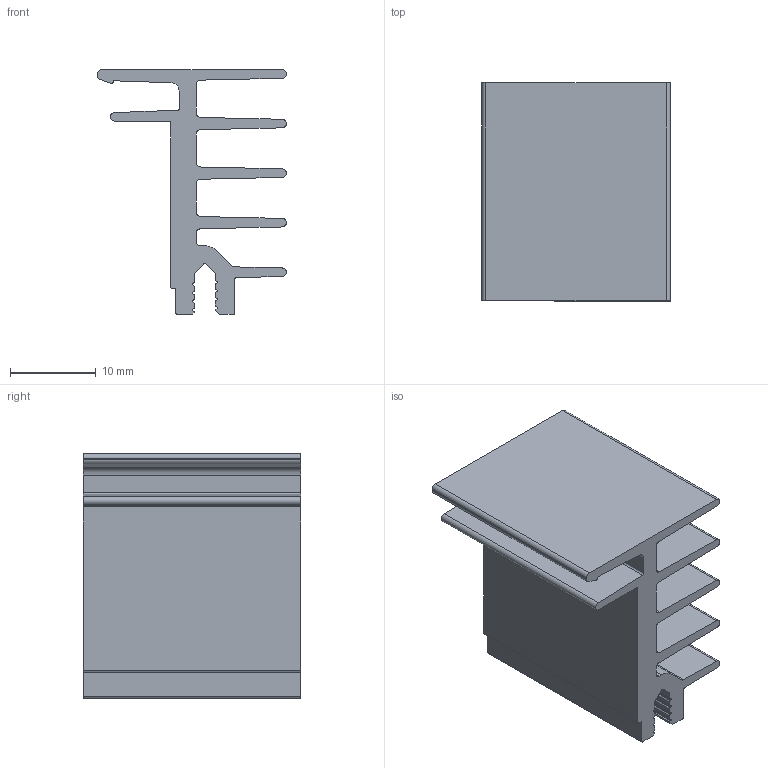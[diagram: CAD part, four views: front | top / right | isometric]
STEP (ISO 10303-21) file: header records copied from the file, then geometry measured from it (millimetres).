
FILE_DESCRIPTION (( 'STEP AP203' ), '1' );
FILE_NAME ('78265_cm.STEP', '2022-03-14T18:36:19', ( '' ), ( '' ), 'SwSTEP 2.0', 'SolidWorks 2021', '' );
FILE_SCHEMA (( 'CONFIG_CONTROL_DESIGN' ));
Length unit declared in the file: inch
Products named in the file (1): 78265_cm
Bounding box: 22 x 25.4 x 28.5 mm (x, y, z)
Volume: 4448.9 mm3; surface area: 5522.9 mm2
Topology: 1 solids, 1 shells, 110 faces, 324 edges, 216 vertices
Faces by surface type: plane 59, cylinder 51
Entity records: 3769 total; most frequent: CARTESIAN_POINT 651, ORIENTED_EDGE 648, DIRECTION 648, EDGE_CURVE 324, VECTOR 222, LINE 222, VERTEX_POINT 216, AXIS2_PLACEMENT_3D 213
